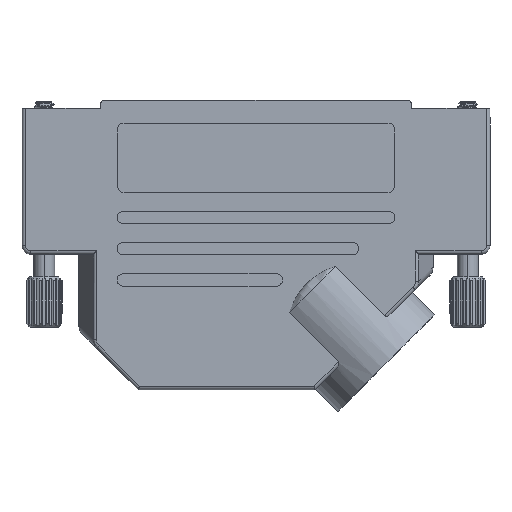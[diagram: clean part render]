
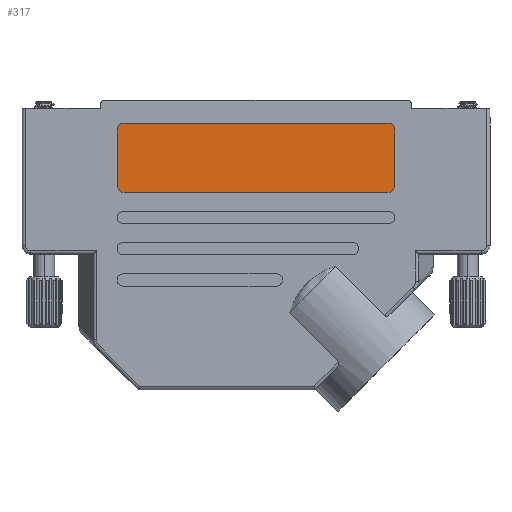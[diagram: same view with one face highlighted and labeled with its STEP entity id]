
A CAD part, front view. The second image highlights one B-rep face of the part: STEP entity #317.
In plain terms, the highlighted planar face has unit normal (0, -1, 0).
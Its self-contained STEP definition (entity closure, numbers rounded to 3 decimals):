
#61 = VECTOR ( 'NONE', #519, 1000. ) ;
#296 = CIRCLE ( 'NONE', #15589, 1. ) ;
#317 = ADVANCED_FACE ( 'NONE', ( #5852 ), #3471, .F. ) ;
#320 = VERTEX_POINT ( 'NONE', #19675 ) ;
#519 = DIRECTION ( 'NONE',  ( 1., 0., 0. ) ) ;
#576 = CARTESIAN_POINT ( 'NONE',  ( 20., -8.4, -11.1 ) ) ;
#1834 = CARTESIAN_POINT ( 'NONE',  ( -20., -8.4, -11.1 ) ) ;
#2008 = CARTESIAN_POINT ( 'NONE',  ( -19., -8.4, -12.1 ) ) ;
#2372 = LINE ( 'NONE', #13891, #17656 ) ;
#3137 = LINE ( 'NONE', #12261, #14485 ) ;
#3471 = PLANE ( 'NONE',  #27079 ) ;
#3805 = AXIS2_PLACEMENT_3D ( 'NONE', #26328, #5762, #10401 ) ;
#3855 = ORIENTED_EDGE ( 'NONE', *, *, #15862, .T. ) ;
#3899 = CARTESIAN_POINT ( 'NONE',  ( -20., -8.4, -3.1 ) ) ;
#4049 = LINE ( 'NONE', #3899, #9402 ) ;
#4698 = EDGE_CURVE ( 'NONE', #14528, #25196, #16391, .T. ) ;
#5343 = EDGE_CURVE ( 'NONE', #13278, #9158, #4049, .T. ) ;
#5580 = EDGE_CURVE ( 'NONE', #19372, #14615, #29590, .T. ) ;
#5711 = DIRECTION ( 'NONE',  ( 0., 1., 0. ) ) ;
#5762 = DIRECTION ( 'NONE',  ( 0., -1., 0. ) ) ;
#5852 = FACE_OUTER_BOUND ( 'NONE', #6262, .T. ) ;
#6262 = EDGE_LOOP ( 'NONE', ( #10593, #25386, #3855, #13148, #18669, #23918, #29451, #16755 ) ) ;
#6825 = DIRECTION ( 'NONE',  ( 0., -1., 0. ) ) ;
#7084 = CARTESIAN_POINT ( 'NONE',  ( 19., -8.4, -12.1 ) ) ;
#7525 = AXIS2_PLACEMENT_3D ( 'NONE', #18142, #14205, #23230 ) ;
#8497 = EDGE_CURVE ( 'NONE', #14615, #320, #2372, .T. ) ;
#8562 = AXIS2_PLACEMENT_3D ( 'NONE', #9916, #16256, #16692 ) ;
#9158 = VERTEX_POINT ( 'NONE', #1834 ) ;
#9402 = VECTOR ( 'NONE', #17835, 1000. ) ;
#9916 = CARTESIAN_POINT ( 'NONE',  ( 19., -8.4, -11.1 ) ) ;
#10139 = EDGE_CURVE ( 'NONE', #9158, #14528, #28217, .T. ) ;
#10284 = EDGE_CURVE ( 'NONE', #25196, #20177, #17680, .T. ) ;
#10401 = DIRECTION ( 'NONE',  ( 0., 0., 1. ) ) ;
#10593 = ORIENTED_EDGE ( 'NONE', *, *, #5580, .T. ) ;
#11788 = DIRECTION ( 'NONE',  ( -1., 0., 0. ) ) ;
#12261 = CARTESIAN_POINT ( 'NONE',  ( 20., -8.4, -3.1 ) ) ;
#13148 = ORIENTED_EDGE ( 'NONE', *, *, #5343, .T. ) ;
#13278 = VERTEX_POINT ( 'NONE', #20589 ) ;
#13891 = CARTESIAN_POINT ( 'NONE',  ( 19., -8.4, -2.1 ) ) ;
#14205 = DIRECTION ( 'NONE',  ( 0., -1., 0. ) ) ;
#14485 = VECTOR ( 'NONE', #23101, 1000. ) ;
#14528 = VERTEX_POINT ( 'NONE', #2008 ) ;
#14615 = VERTEX_POINT ( 'NONE', #28231 ) ;
#15589 = AXIS2_PLACEMENT_3D ( 'NONE', #22740, #6825, #15986 ) ;
#15862 = EDGE_CURVE ( 'NONE', #320, #13278, #296, .T. ) ;
#15986 = DIRECTION ( 'NONE',  ( 0., 0., 1. ) ) ;
#16256 = DIRECTION ( 'NONE',  ( 0., -1., 0. ) ) ;
#16391 = LINE ( 'NONE', #7084, #61 ) ;
#16692 = DIRECTION ( 'NONE',  ( 0., 0., 1. ) ) ;
#16755 = ORIENTED_EDGE ( 'NONE', *, *, #19736, .T. ) ;
#17656 = VECTOR ( 'NONE', #11788, 1000. ) ;
#17680 = CIRCLE ( 'NONE', #8562, 1. ) ;
#17835 = DIRECTION ( 'NONE',  ( 0., 0., -1. ) ) ;
#18142 = CARTESIAN_POINT ( 'NONE',  ( 19., -8.4, -3.1 ) ) ;
#18669 = ORIENTED_EDGE ( 'NONE', *, *, #10139, .T. ) ;
#19073 = CARTESIAN_POINT ( 'NONE',  ( 19., -8.4, -3.1 ) ) ;
#19372 = VERTEX_POINT ( 'NONE', #22085 ) ;
#19675 = CARTESIAN_POINT ( 'NONE',  ( -19., -8.4, -2.1 ) ) ;
#19736 = EDGE_CURVE ( 'NONE', #20177, #19372, #3137, .T. ) ;
#20177 = VERTEX_POINT ( 'NONE', #576 ) ;
#20589 = CARTESIAN_POINT ( 'NONE',  ( -20., -8.4, -3.1 ) ) ;
#21411 = CARTESIAN_POINT ( 'NONE',  ( 19., -8.4, -12.1 ) ) ;
#22085 = CARTESIAN_POINT ( 'NONE',  ( 20., -8.4, -3.1 ) ) ;
#22740 = CARTESIAN_POINT ( 'NONE',  ( -19., -8.4, -3.1 ) ) ;
#23101 = DIRECTION ( 'NONE',  ( 0., 0., 1. ) ) ;
#23230 = DIRECTION ( 'NONE',  ( 0., 0., 1. ) ) ;
#23918 = ORIENTED_EDGE ( 'NONE', *, *, #4698, .T. ) ;
#25196 = VERTEX_POINT ( 'NONE', #21411 ) ;
#25386 = ORIENTED_EDGE ( 'NONE', *, *, #8497, .T. ) ;
#26328 = CARTESIAN_POINT ( 'NONE',  ( -19., -8.4, -11.1 ) ) ;
#27079 = AXIS2_PLACEMENT_3D ( 'NONE', #19073, #5711, #28365 ) ;
#28217 = CIRCLE ( 'NONE', #3805, 1. ) ;
#28231 = CARTESIAN_POINT ( 'NONE',  ( 19., -8.4, -2.1 ) ) ;
#28365 = DIRECTION ( 'NONE',  ( 0., 0., 1. ) ) ;
#29451 = ORIENTED_EDGE ( 'NONE', *, *, #10284, .T. ) ;
#29590 = CIRCLE ( 'NONE', #7525, 1. ) ;
